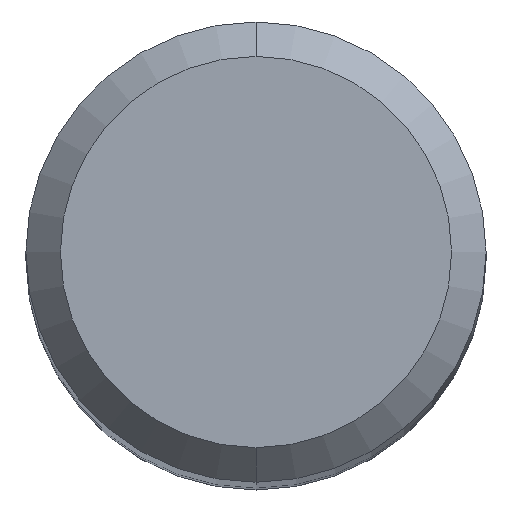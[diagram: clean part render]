
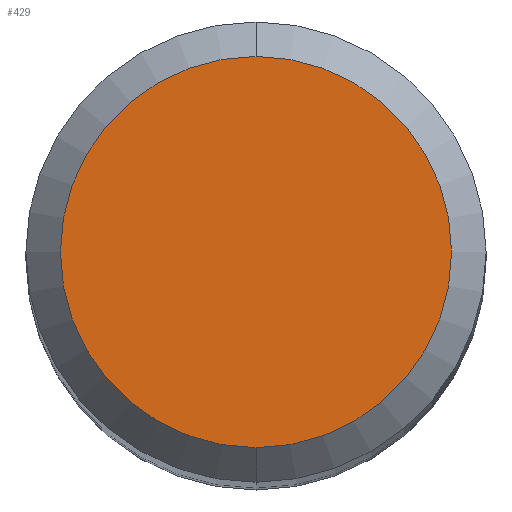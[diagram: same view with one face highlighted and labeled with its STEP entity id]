
A CAD part, top view. The second image highlights one B-rep face of the part: STEP entity #429.
In plain terms, the highlighted planar face has unit normal (0, 0, 1).
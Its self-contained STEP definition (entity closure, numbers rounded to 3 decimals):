
#219=VERTEX_POINT('',#513);
#299=EDGE_CURVE('',#405,#219,#601,.T.);
#319=EDGE_CURVE('',#219,#405,#623,.T.);
#405=VERTEX_POINT('',#719);
#429=ADVANCED_FACE('',(#745),#746,.T.);
#513=CARTESIAN_POINT('',(0.0,1.7,0.0));
#601=CIRCLE('',#1098,1.7);
#623=CIRCLE('',#1132,1.7);
#719=CARTESIAN_POINT('',(0.,-1.7,0.0));
#745=FACE_OUTER_BOUND('',#1362,.T.);
#746=PLANE('',#1363);
#1098=AXIS2_PLACEMENT_3D('',#1509,#1510,#1511);
#1132=AXIS2_PLACEMENT_3D('',#1545,#1546,#1547);
#1362=EDGE_LOOP('',(#1689,#1690));
#1363=AXIS2_PLACEMENT_3D('',#1691,#1692,#1693);
#1509=CARTESIAN_POINT('',(0.0,0.0,0.0));
#1510=DIRECTION('',(0.0,0.0,-1.0));
#1511=DIRECTION('',(0.0,1.0,0.0));
#1545=CARTESIAN_POINT('',(0.0,0.0,0.0));
#1546=DIRECTION('',(0.0,0.0,-1.0));
#1547=DIRECTION('',(0.0,1.0,0.0));
#1689=ORIENTED_EDGE('',*,*,#319,.F.);
#1690=ORIENTED_EDGE('',*,*,#299,.F.);
#1691=CARTESIAN_POINT('',(0.0,0.85,0.0));
#1692=DIRECTION('',(-0.0,0.0,1.0));
#1693=DIRECTION('',(0.0,-1.0,0.0));
